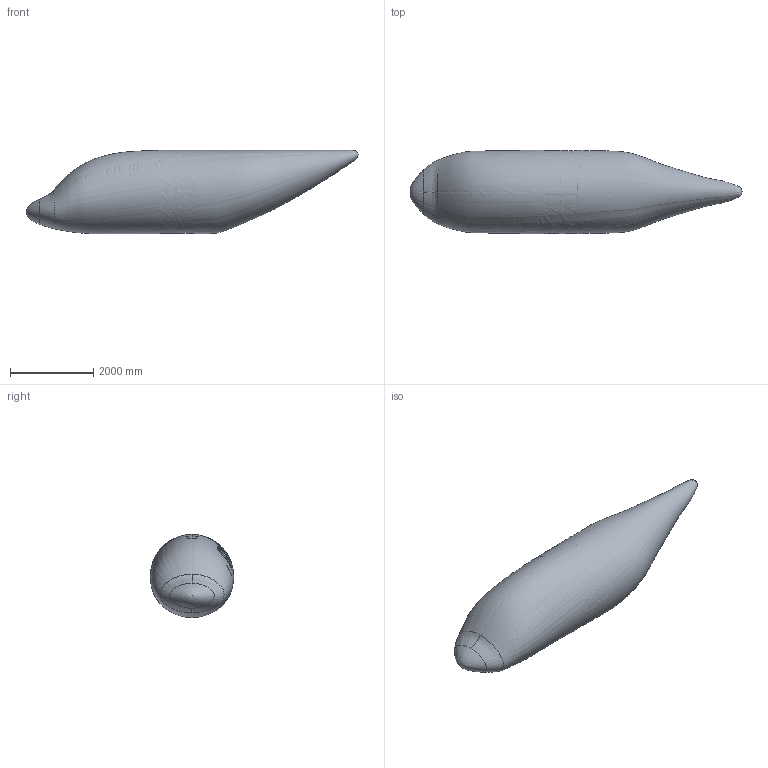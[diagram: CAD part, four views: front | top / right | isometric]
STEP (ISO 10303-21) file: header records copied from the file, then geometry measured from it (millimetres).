
FILE_DESCRIPTION(/* description */ ('CAx-IF Rec.Pracs.---Representation and Presentation of Product Manufacturing Information (PMI)---4.0---2014-10-13','CAx-IF Rec.Pracs.---3D Tessellated Geometry---0.4---2014-09-14','2;1'),/* implementation_level */ '2;1');
FILE_NAME(/* name */ 'Fuselage',/* time_stamp */ '2022-07-01T19:46:33+01:00',/* author */ (''),/* organization */ (''),/* preprocessor_version */ 'ST-DEVELOPER v18.101',/* originating_system */ 'SIEMENS PLM Software NX 2015',/* authorisation */ $);
FILE_SCHEMA (('AP242_MANAGED_MODEL_BASED_3D_ENGINEERING_MIM_LF { 1 0 10303 442 3 1 4 }'));
Length unit declared in the file: millimetre
Products named in the file (1): Fuselage
Bounding box: 7994.85 x 2003.23 x 2000.01 mm (x, y, z)
Volume: 119627347 mm3; surface area: 77975083.8 mm2
Topology: 1 solids, 2 shells, 5 faces, 13 edges, 8 vertices
Faces by surface type: bspline 5
Entity records: 25105 total; most frequent: CARTESIAN_POINT 24908, DIRECTION 34, AXIS2_PLACEMENT_3D 17, ORIENTED_EDGE 12, DRAUGHTING_MODEL 9, REPRESENTATION_MAP 9, MAPPED_ITEM 9, MECHANICAL_DESIGN_AND_DRAUGHTING_RELATIONSHIP 8
